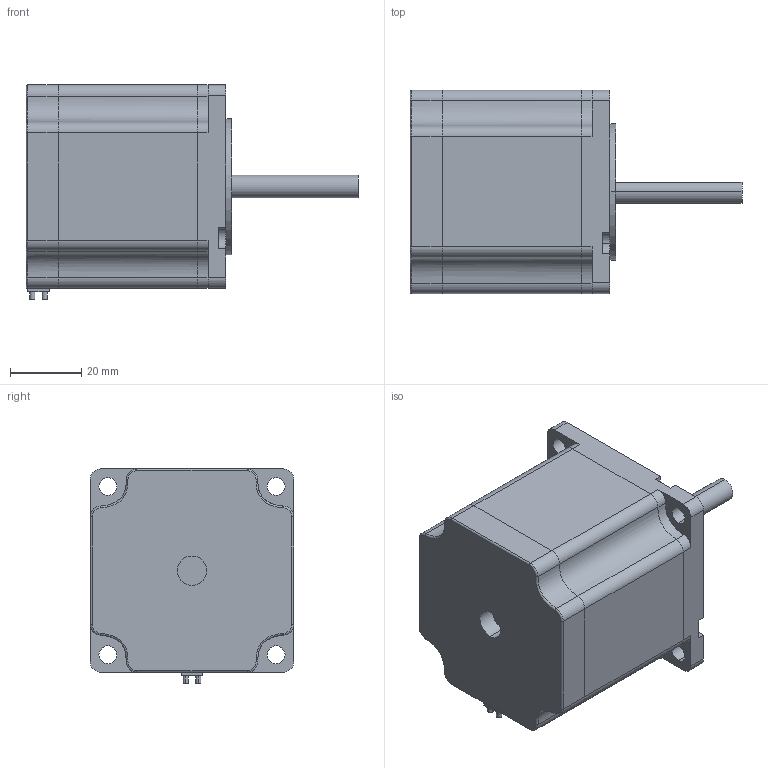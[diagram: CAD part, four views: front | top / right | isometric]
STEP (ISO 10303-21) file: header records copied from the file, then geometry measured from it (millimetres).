
FILE_DESCRIPTION (( 'STEP AP214' ), '1' );
FILE_NAME ('57HS5630A4-11.STEP', '2023-02-03T07:15:56', ( 'Windows 蚚誧' ), ( 'Organization' ), 'SwSTEP 2.0', 'SolidWorks 2021', '' );
FILE_SCHEMA (( 'AUTOMOTIVE_DESIGN' ));
Length unit declared in the file: millimetre
Products named in the file (1): 57HS5630A4-11
Bounding box: 93 x 57 x 60 mm (x, y, z)
Volume: 163705.6 mm3; surface area: 30871.8 mm2
Topology: 3 solids, 3 shells, 134 faces, 342 edges, 222 vertices
Faces by surface type: cylinder 62, plane 48, bspline 16, torus 8
Entity records: 5607 total; most frequent: CARTESIAN_POINT 1263, DIRECTION 692, ORIENTED_EDGE 684, EDGE_CURVE 342, AXIS2_PLACEMENT_3D 259, VERTEX_POINT 222, LINE 174, VECTOR 174
